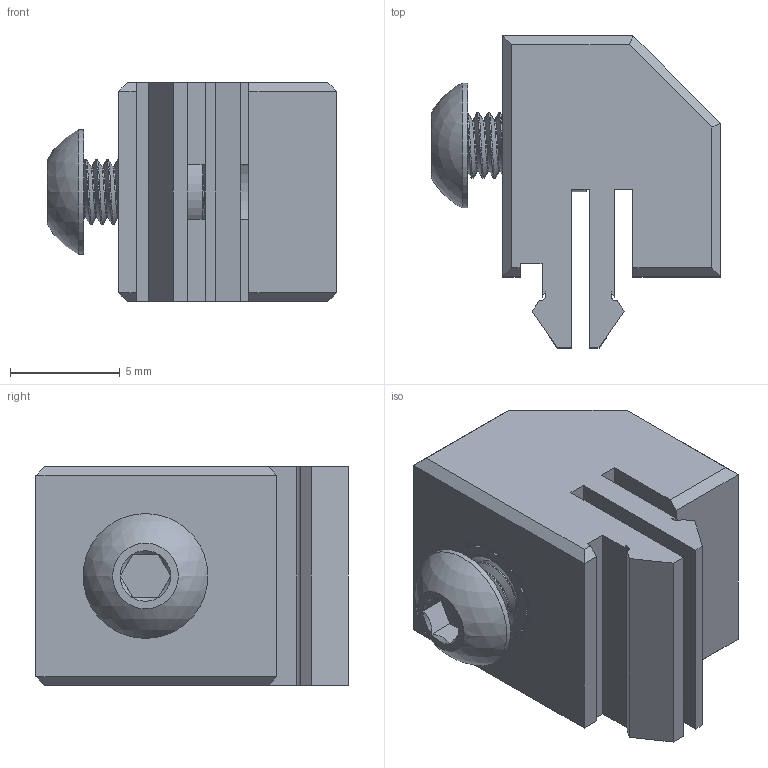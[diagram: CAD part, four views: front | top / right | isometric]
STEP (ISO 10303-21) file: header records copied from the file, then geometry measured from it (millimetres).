
FILE_DESCRIPTION(/* description */ (''),/* implementation_level */ '2;1');
FILE_NAME(/* name */ 'Bracket_1515.step',/* time_stamp */ '2022-08-17T18:31:14+02:00',/* author */ (''),/* organization */ (''),/* preprocessor_version */ 'ST-DEVELOPER v19',/* originating_system */ 'Autodesk Translation Framework v11.7.0.108',/* authorisation */ '');
FILE_SCHEMA (('AUTOMOTIVE_DESIGN { 1 0 10303 214 3 1 1 }'));
Length unit declared in the file: millimetre
Products named in the file (3): FusionComponent; 97763A812_18-8 Stainless Steel Button Head Hex Drive Screws; M3 Threaded Insert
Assembly tree (2 placements, depth 2):
  FusionComponent
    97763A812_18-8 Stainless Steel Button Head Hex Drive Screws
    M3 Threaded Insert
Bounding box: 13.2 x 14.25 x 10 mm (x, y, z)
Volume: 1012 mm3; surface area: 1252.7 mm2
Topology: 3 solids, 3 shells, 210 faces, 571 edges, 373 vertices
Faces by surface type: bspline 80, plane 60, cylinder 59, cone 10, sphere 1
Full cylindrical faces by diameter (mm): 2.35 x12, 2.9 x1, 3 x10, 4.2 x1, 4.25 x1, 4.6 x1, 4.7 x1, 5.7 x1
Entity records: 10084 total; most frequent: CARTESIAN_POINT 5224, ORIENTED_EDGE 1142, DIRECTION 788, EDGE_CURVE 571, VERTEX_POINT 373, AXIS2_PLACEMENT_3D 300, EDGE_LOOP 222, FACE_OUTER_BOUND 210
